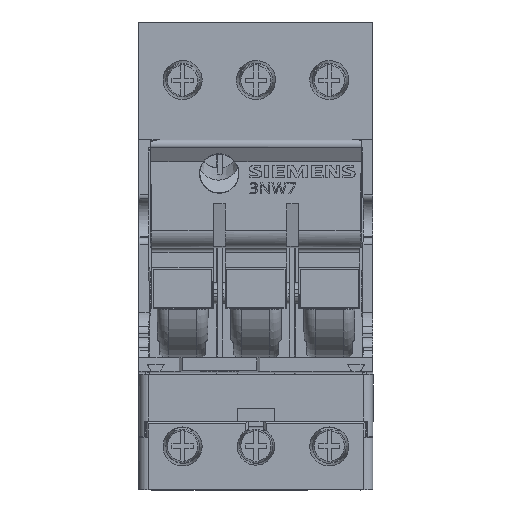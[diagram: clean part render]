
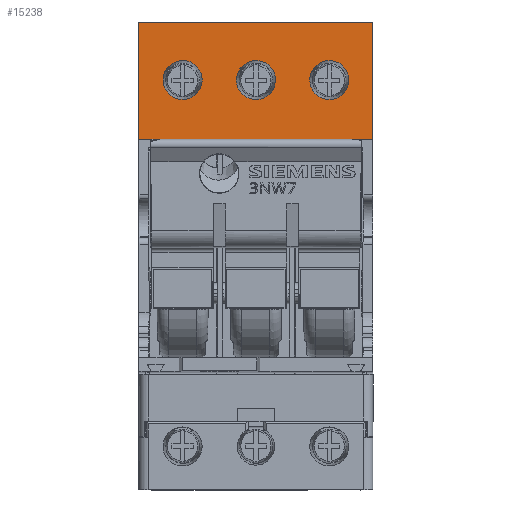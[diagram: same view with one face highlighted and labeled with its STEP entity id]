
A CAD part, top view. The second image highlights one B-rep face of the part: STEP entity #15238.
In plain terms, the highlighted planar face has unit normal (0, 0, 1).
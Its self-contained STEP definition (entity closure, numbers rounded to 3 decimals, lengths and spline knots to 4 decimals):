
#12892=FACE_BOUND('',#20114,.T.);
#12893=FACE_BOUND('',#20115,.T.);
#12894=FACE_BOUND('',#20116,.T.);
#12895=FACE_BOUND('',#20117,.T.);
#13153=CIRCLE('',#47460,0.1476);
#13154=CIRCLE('',#47461,0.1476);
#13155=CIRCLE('',#47462,0.1476);
#15238=ADVANCED_FACE('',(#12892,#12893,#12894,#12895),#16688,.T.);
#16688=PLANE('',#47463);
#20114=EDGE_LOOP('',(#27345));
#20115=EDGE_LOOP('',(#27346));
#20116=EDGE_LOOP('',(#27347));
#20117=EDGE_LOOP('',(#27348,#27349,#27350,#27351));
#27345=ORIENTED_EDGE('',*,*,#37292,.T.);
#27346=ORIENTED_EDGE('',*,*,#37293,.T.);
#27347=ORIENTED_EDGE('',*,*,#37294,.T.);
#27348=ORIENTED_EDGE('',*,*,#37295,.T.);
#27349=ORIENTED_EDGE('',*,*,#37296,.F.);
#27350=ORIENTED_EDGE('',*,*,#37297,.F.);
#27351=ORIENTED_EDGE('',*,*,#37298,.T.);
#32919=VERTEX_POINT('',#66608);
#32920=VERTEX_POINT('',#66610);
#32921=VERTEX_POINT('',#66612);
#32922=VERTEX_POINT('',#66614);
#32923=VERTEX_POINT('',#66615);
#32924=VERTEX_POINT('',#66617);
#32925=VERTEX_POINT('',#66619);
#37292=EDGE_CURVE('',#32919,#32919,#13153,.T.);
#37293=EDGE_CURVE('',#32920,#32920,#13154,.T.);
#37294=EDGE_CURVE('',#32921,#32921,#13155,.T.);
#37295=EDGE_CURVE('',#32922,#32923,#41109,.T.);
#37296=EDGE_CURVE('',#32924,#32923,#41110,.T.);
#37297=EDGE_CURVE('',#32925,#32924,#41111,.T.);
#37298=EDGE_CURVE('',#32925,#32922,#41112,.T.);
#41109=LINE('',#66613,#44801);
#41110=LINE('',#66616,#44802);
#41111=LINE('',#66618,#44803);
#41112=LINE('',#66620,#44804);
#44801=VECTOR('',#53630,1.);
#44802=VECTOR('',#53631,1.);
#44803=VECTOR('',#53632,1.);
#44804=VECTOR('',#53633,1.);
#47460=AXIS2_PLACEMENT_3D('',#66607,#53624,#53625);
#47461=AXIS2_PLACEMENT_3D('',#66609,#53626,#53627);
#47462=AXIS2_PLACEMENT_3D('',#66611,#53628,#53629);
#47463=AXIS2_PLACEMENT_3D('',#66621,#53634,#53635);
#53624=DIRECTION('',(0.,0.,-1.));
#53625=DIRECTION('',(1.,0.,0.));
#53626=DIRECTION('',(0.,0.,-1.));
#53627=DIRECTION('',(-1.,0.,0.));
#53628=DIRECTION('',(0.,0.,-1.));
#53629=DIRECTION('',(-1.,0.,0.));
#53630=DIRECTION('',(0.,1.,0.));
#53631=DIRECTION('',(1.,0.,0.));
#53632=DIRECTION('',(0.,1.,0.));
#53633=DIRECTION('',(1.,0.,0.));
#53634=DIRECTION('',(0.,0.,1.));
#53635=DIRECTION('',(0.,-1.,0.));
#66607=CARTESIAN_POINT('',(0.3307,3.1004,1.8965));
#66608=CARTESIAN_POINT('',(0.4783,3.1004,1.8965));
#66609=CARTESIAN_POINT('',(0.8858,3.1004,1.8965));
#66610=CARTESIAN_POINT('',(0.7382,3.1004,1.8965));
#66611=CARTESIAN_POINT('',(1.4409,3.1004,1.8965));
#66612=CARTESIAN_POINT('',(1.2933,3.1004,1.8965));
#66613=CARTESIAN_POINT('',(1.7717,1.7697,1.8965));
#66614=CARTESIAN_POINT('',(1.7717,2.6535,1.8965));
#66615=CARTESIAN_POINT('',(1.7717,3.5394,1.8965));
#66616=CARTESIAN_POINT('',(0.0709,3.5394,1.8965));
#66617=CARTESIAN_POINT('',(0.,3.5394,1.8965));
#66618=CARTESIAN_POINT('',(0.,3.5394,1.8965));
#66619=CARTESIAN_POINT('',(0.,2.6535,1.8965));
#66620=CARTESIAN_POINT('',(0.0709,2.6535,1.8965));
#66621=CARTESIAN_POINT('',(0.8858,1.7697,1.8965));
